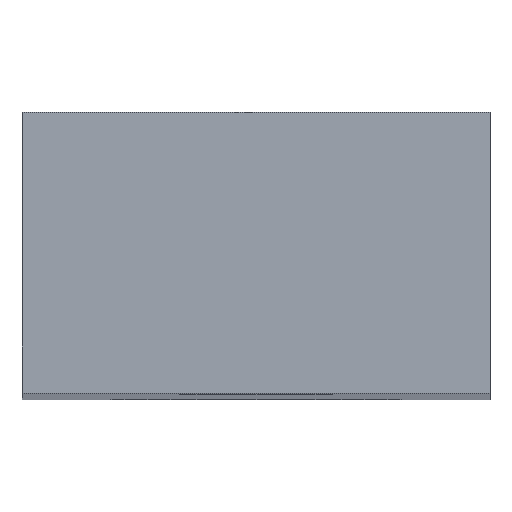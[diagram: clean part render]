
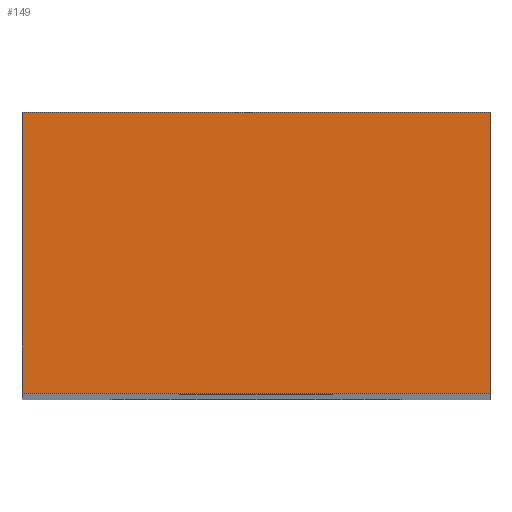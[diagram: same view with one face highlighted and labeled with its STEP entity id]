
A CAD part, top view. The second image highlights one B-rep face of the part: STEP entity #149.
In plain terms, the highlighted planar face has unit normal (0, 0, 1).
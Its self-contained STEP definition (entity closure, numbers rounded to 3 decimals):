
#21=PLANE('',#175);
#29=FACE_OUTER_BOUND('',#37,.T.);
#37=EDGE_LOOP('',(#123,#124,#125,#126));
#53=LINE('',#246,#67);
#54=LINE('',#249,#68);
#55=LINE('',#251,#69);
#56=LINE('',#252,#70);
#67=VECTOR('',#205,10.);
#68=VECTOR('',#208,10.);
#69=VECTOR('',#209,10.);
#70=VECTOR('',#210,10.);
#85=VERTEX_POINT('',#242);
#86=VERTEX_POINT('',#244);
#87=VERTEX_POINT('',#248);
#88=VERTEX_POINT('',#250);
#101=EDGE_CURVE('',#85,#86,#53,.T.);
#102=EDGE_CURVE('',#87,#85,#54,.T.);
#103=EDGE_CURVE('',#88,#86,#55,.T.);
#104=EDGE_CURVE('',#87,#88,#56,.T.);
#123=ORIENTED_EDGE('',*,*,#102,.T.);
#124=ORIENTED_EDGE('',*,*,#101,.T.);
#125=ORIENTED_EDGE('',*,*,#103,.F.);
#126=ORIENTED_EDGE('',*,*,#104,.F.);
#149=ADVANCED_FACE('',(#29),#21,.T.);
#175=AXIS2_PLACEMENT_3D('',#247,#206,#207);
#205=DIRECTION('',(0.,1.,0.));
#206=DIRECTION('center_axis',(0.,0.,1.));
#207=DIRECTION('ref_axis',(1.,0.,0.));
#208=DIRECTION('',(1.,0.,0.));
#209=DIRECTION('',(1.,0.,0.));
#210=DIRECTION('',(0.,1.,0.));
#242=CARTESIAN_POINT('',(5.,0.,0.));
#244=CARTESIAN_POINT('',(5.,3.,0.));
#246=CARTESIAN_POINT('',(5.,0.,0.));
#247=CARTESIAN_POINT('Origin',(0.,0.,0.));
#248=CARTESIAN_POINT('',(0.,0.,0.));
#249=CARTESIAN_POINT('',(0.,0.,0.));
#250=CARTESIAN_POINT('',(0.,3.,0.));
#251=CARTESIAN_POINT('',(0.,3.,0.));
#252=CARTESIAN_POINT('',(0.,0.,0.));
